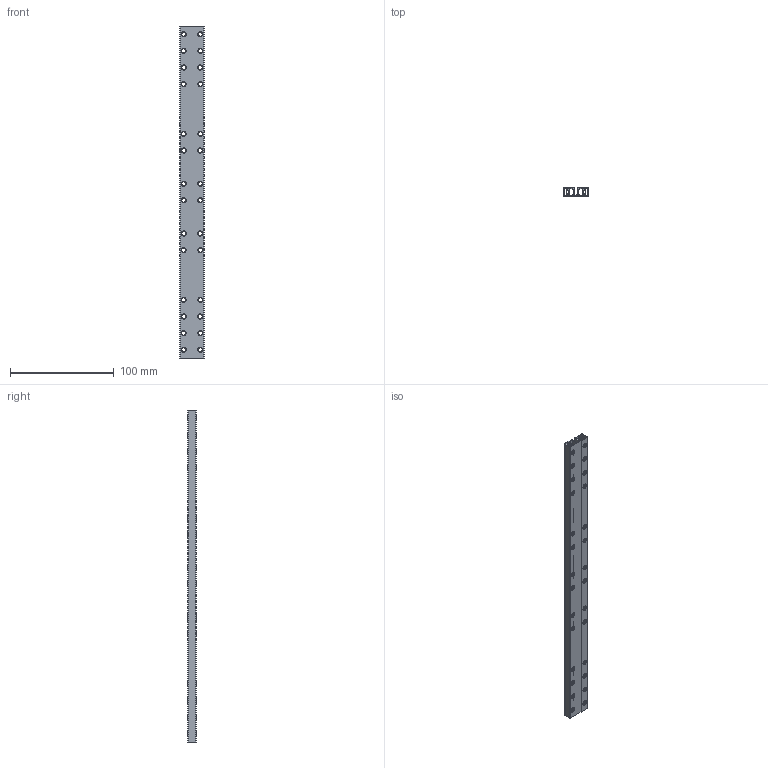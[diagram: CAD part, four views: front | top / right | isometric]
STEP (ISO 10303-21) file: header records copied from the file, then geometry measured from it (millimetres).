
FILE_DESCRIPTION (( 'STEP AP214' ), '1' );
FILE_NAME ('Beam0824-320邧謂褽.STEP', '2016-10-26T09:09:14', ( 'dell' ), ( '' ), 'SwSTEP 2.0', 'SolidWorks 2013', '' );
FILE_SCHEMA (( 'AUTOMOTIVE_DESIGN' ));
Length unit declared in the file: millimetre
Products named in the file (1): Beam0824-320邧謂褽
Bounding box: 24 x 8 x 320 mm (x, y, z)
Volume: 22736.2 mm3; surface area: 49725.2 mm2
Topology: 1 solids, 1 shells, 982 faces, 3108 edges, 2072 vertices
Faces by surface type: cylinder 608, plane 262, cone 112
Entity records: 40002 total; most frequent: CARTESIAN_POINT 13747, ORIENTED_EDGE 6216, DIRECTION 4610, EDGE_CURVE 3108, VERTEX_POINT 2072, AXIS2_PLACEMENT_3D 1639, VECTOR 1332, LINE 1332
